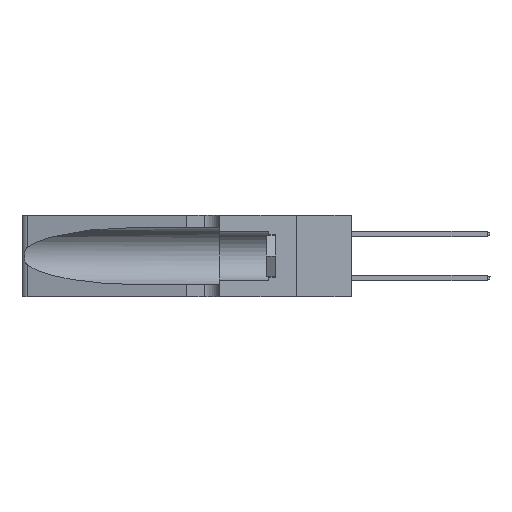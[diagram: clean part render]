
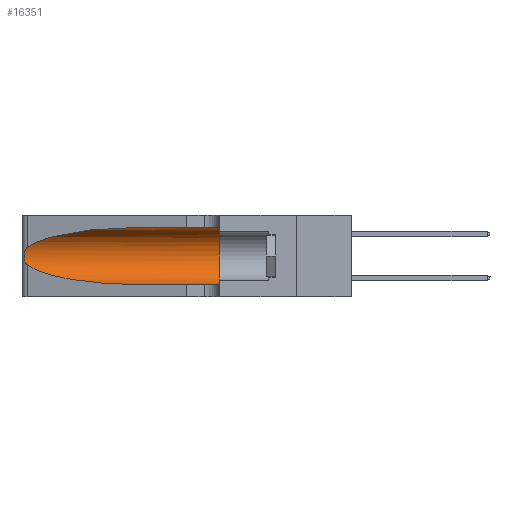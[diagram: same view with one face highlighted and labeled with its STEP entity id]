
A CAD part, left-side view. The second image highlights one B-rep face of the part: STEP entity #16351.
In plain terms, the highlighted cylindrical face has radius 3.308 mm (diameter 6.617 mm), a partial arc.
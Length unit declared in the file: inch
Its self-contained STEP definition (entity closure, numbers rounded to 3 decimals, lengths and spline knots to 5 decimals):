
#251 = CARTESIAN_POINT ( 'NONE',  ( 0.25555, 1.22993, 0.14849 ) ) ;
#400 = LINE ( 'NONE', #20976, #4804 ) ;
#747 = CARTESIAN_POINT ( 'NONE',  ( 0.25854, 1.2359, 0.20912 ) ) ;
#1327 = CARTESIAN_POINT ( 'NONE',  ( 0.25487, 1.22718, 0.14631 ) ) ;
#1482 =( BOUNDED_CURVE ( )  B_SPLINE_CURVE ( 3, ( #10167, #21393, #15778, #8542 ),
 .UNSPECIFIED., .F., .T. ) 
 B_SPLINE_CURVE_WITH_KNOTS ( ( 4, 4 ),
 ( 1.5708, 2.84003 ),
 .UNSPECIFIED. ) 
 CURVE ( )  GEOMETRIC_REPRESENTATION_ITEM ( )  RATIONAL_B_SPLINE_CURVE ( ( 1., 0.87, 0.87, 1. ) ) 
 REPRESENTATION_ITEM ( '' )  );
#2299 = CARTESIAN_POINT ( 'NONE',  ( 0.26018, 1.23835, 0.19895 ) ) ;
#2531 = VERTEX_POINT ( 'NONE', #5887 ) ;
#3498 = EDGE_CURVE ( 'NONE', #3938, #19161, #1482, .T. ) ;
#3565 = ORIENTED_EDGE ( 'NONE', *, *, #18374, .T. ) ;
#3756 = CARTESIAN_POINT ( 'NONE',  ( 0.26075, 1.23896, 0.178 ) ) ;
#3938 = VERTEX_POINT ( 'NONE', #19194 ) ;
#4051 =( BOUNDED_CURVE ( )  B_SPLINE_CURVE ( 3, ( #1327, #16311, #18284, #6962 ),
 .UNSPECIFIED., .F., .F. ) 
 B_SPLINE_CURVE_WITH_KNOTS ( ( 4, 4 ),
 ( 3.44316, 4.71239 ),
 .UNSPECIFIED. ) 
 CURVE ( )  GEOMETRIC_REPRESENTATION_ITEM ( )  RATIONAL_B_SPLINE_CURVE ( ( 1., 0.87, 0.87, 1. ) ) 
 REPRESENTATION_ITEM ( '' )  );
#4451 = DIRECTION ( 'NONE',  ( 0., -1., 0. ) ) ;
#4774 = VERTEX_POINT ( 'NONE', #6536 ) ;
#4804 = VECTOR ( 'NONE', #4451, 39.37008 ) ;
#5175 = CARTESIAN_POINT ( 'NONE',  ( 0.1305, 1.61858, 0.185 ) ) ;
#5887 = CARTESIAN_POINT ( 'NONE',  ( 0.1305, 0.35, 0.31525 ) ) ;
#5903 = CARTESIAN_POINT ( 'NONE',  ( 0.26017, 1.23833, 0.17102 ) ) ;
#6536 = CARTESIAN_POINT ( 'NONE',  ( 0.1305, 0.35, 0.05475 ) ) ;
#6933 = CARTESIAN_POINT ( 'NONE',  ( 0.25555, 1.22994, 0.2215 ) ) ;
#6962 = CARTESIAN_POINT ( 'NONE',  ( 0.1305, 0.72297, 0.05475 ) ) ;
#7009 = CARTESIAN_POINT ( 'NONE',  ( 0.25487, 1.22718, 0.22369 ) ) ;
#7129 = CIRCLE ( 'NONE', #16794, 0.13025 ) ;
#8542 = CARTESIAN_POINT ( 'NONE',  ( 0.25487, 1.22718, 0.22369 ) ) ;
#8599 = EDGE_CURVE ( 'NONE', #19161, #10107, #20606, .T. ) ;
#9255 = VECTOR ( 'NONE', #12059, 39.37008 ) ;
#9419 = ORIENTED_EDGE ( 'NONE', *, *, #22063, .T. ) ;
#10036 = CARTESIAN_POINT ( 'NONE',  ( 0.25787, 1.23484, 0.2124 ) ) ;
#10107 = VERTEX_POINT ( 'NONE', #19469 ) ;
#10167 = CARTESIAN_POINT ( 'NONE',  ( 0.1305, 0.72297, 0.31525 ) ) ;
#11298 = AXIS2_PLACEMENT_3D ( 'NONE', #5175, #21994, #12484 ) ;
#11410 = CARTESIAN_POINT ( 'NONE',  ( 0.25639, 1.23186, 0.15144 ) ) ;
#11579 = CARTESIAN_POINT ( 'NONE',  ( 0.25789, 1.23486, 0.15765 ) ) ;
#11918 = DIRECTION ( 'NONE',  ( 0., 1., 0. ) ) ;
#12059 = DIRECTION ( 'NONE',  ( 0., -1., 0. ) ) ;
#12484 = DIRECTION ( 'NONE',  ( 0., 0., -1. ) ) ;
#12975 = ORIENTED_EDGE ( 'NONE', *, *, #18158, .F. ) ;
#14668 = FACE_OUTER_BOUND ( 'NONE', #18703, .T. ) ;
#14884 = CARTESIAN_POINT ( 'NONE',  ( 0.1305, 0.72297, 0.05475 ) ) ;
#15159 = CARTESIAN_POINT ( 'NONE',  ( 0.25487, 1.22718, 0.22369 ) ) ;
#15577 = CARTESIAN_POINT ( 'NONE',  ( 0.1305, 0.35, 0.185 ) ) ;
#15676 = ORIENTED_EDGE ( 'NONE', *, *, #8599, .T. ) ;
#15778 = CARTESIAN_POINT ( 'NONE',  ( 0.2373, 1.15595, 0.28018 ) ) ;
#16311 = CARTESIAN_POINT ( 'NONE',  ( 0.2373, 1.15595, 0.08982 ) ) ;
#16351 = ADVANCED_FACE ( 'NONE', ( #14668 ), #18461, .F. ) ;
#16794 = AXIS2_PLACEMENT_3D ( 'NONE', #15577, #11918, #17222 ) ;
#17222 = DIRECTION ( 'NONE',  ( 0., 0., 1. ) ) ;
#17277 = VERTEX_POINT ( 'NONE', #14884 ) ;
#17776 = CARTESIAN_POINT ( 'NONE',  ( 0.26075, 1.23896, 0.19203 ) ) ;
#18140 = EDGE_CURVE ( 'NONE', #2531, #4774, #7129, .T. ) ;
#18158 = EDGE_CURVE ( 'NONE', #3938, #2531, #400, .T. ) ;
#18284 = CARTESIAN_POINT ( 'NONE',  ( 0.18966, 0.96281, 0.05475 ) ) ;
#18374 = EDGE_CURVE ( 'NONE', #10107, #17277, #4051, .T. ) ;
#18461 = CYLINDRICAL_SURFACE ( 'NONE', #11298, 0.13025 ) ;
#18703 = EDGE_LOOP ( 'NONE', ( #18982, #15676, #3565, #9419, #21428, #12975 ) ) ;
#18933 = CARTESIAN_POINT ( 'NONE',  ( 0.25487, 1.22718, 0.14631 ) ) ;
#18982 = ORIENTED_EDGE ( 'NONE', *, *, #3498, .T. ) ;
#19161 = VERTEX_POINT ( 'NONE', #15159 ) ;
#19183 = CARTESIAN_POINT ( 'NONE',  ( 0.25639, 1.23184, 0.21858 ) ) ;
#19194 = CARTESIAN_POINT ( 'NONE',  ( 0.1305, 0.72297, 0.31525 ) ) ;
#19469 = CARTESIAN_POINT ( 'NONE',  ( 0.25487, 1.22718, 0.14631 ) ) ;
#20606 = B_SPLINE_CURVE_WITH_KNOTS ( 'NONE', 3,
 ( #7009, #6933, #19183, #10036, #747, #2299, #17776, #3756, #5903, #20711, #11579, #11410, #251, #18933 ),
 .UNSPECIFIED., .F., .F.,
 ( 4, 2, 2, 2, 2, 2, 4 ),
 ( 0., 0.00027, 0.00053, 0.00107, 0.0016, 0.00187, 0.00214 ),
 .UNSPECIFIED. ) ;
#20711 = CARTESIAN_POINT ( 'NONE',  ( 0.25856, 1.23593, 0.16098 ) ) ;
#20976 = CARTESIAN_POINT ( 'NONE',  ( 0.1305, 1.61858, 0.31525 ) ) ;
#21393 = CARTESIAN_POINT ( 'NONE',  ( 0.18966, 0.96281, 0.31525 ) ) ;
#21428 = ORIENTED_EDGE ( 'NONE', *, *, #18140, .F. ) ;
#21994 = DIRECTION ( 'NONE',  ( 0., -1., 0. ) ) ;
#22063 = EDGE_CURVE ( 'NONE', #17277, #4774, #23786, .T. ) ;
#23348 = CARTESIAN_POINT ( 'NONE',  ( 0.1305, 1.61858, 0.05475 ) ) ;
#23786 = LINE ( 'NONE', #23348, #9255 ) ;
